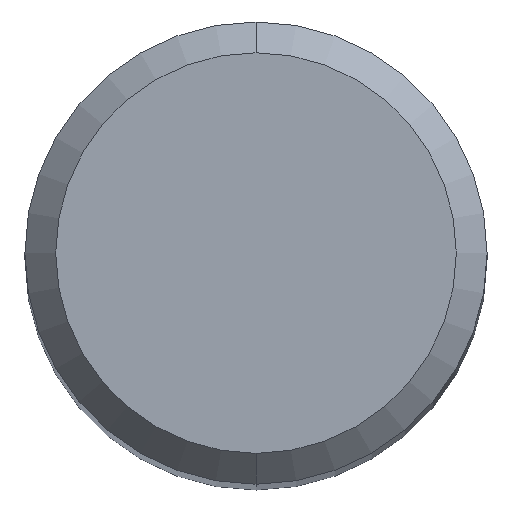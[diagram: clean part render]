
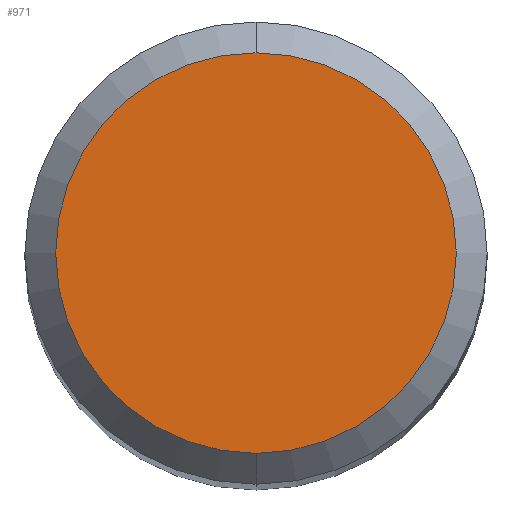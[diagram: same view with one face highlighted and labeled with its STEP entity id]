
A CAD part, top view. The second image highlights one B-rep face of the part: STEP entity #971.
In plain terms, the highlighted planar face has unit normal (0, 0, 1).
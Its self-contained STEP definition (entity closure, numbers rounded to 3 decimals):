
#405=EDGE_CURVE('',#489,#475,#1109,.T.);
#475=VERTEX_POINT('',#1184);
#489=VERTEX_POINT('',#1198);
#595=EDGE_CURVE('',#475,#489,#1316,.T.);
#971=ADVANCED_FACE('',(#1730),#1731,.T.);
#1109=CIRCLE('',#2017,2.6);
#1184=CARTESIAN_POINT('',(0.,-2.6,0.0));
#1198=CARTESIAN_POINT('',(0.0,2.6,0.0));
#1316=CIRCLE('',#3363,2.6);
#1730=FACE_OUTER_BOUND('',#6766,.T.);
#1731=PLANE('',#6767);
#2017=AXIS2_PLACEMENT_3D('',#7231,#7232,#7233);
#3363=AXIS2_PLACEMENT_3D('',#7442,#7443,#7444);
#6766=EDGE_LOOP('',(#7927,#7928));
#6767=AXIS2_PLACEMENT_3D('',#7929,#7930,#7931);
#7231=CARTESIAN_POINT('',(0.0,0.0,0.0));
#7232=DIRECTION('',(0.0,0.0,-1.0));
#7233=DIRECTION('',(0.0,1.0,0.0));
#7442=CARTESIAN_POINT('',(0.0,0.0,0.0));
#7443=DIRECTION('',(0.0,0.0,-1.0));
#7444=DIRECTION('',(0.0,1.0,0.0));
#7927=ORIENTED_EDGE('',*,*,#405,.F.);
#7928=ORIENTED_EDGE('',*,*,#595,.F.);
#7929=CARTESIAN_POINT('',(0.0,1.3,0.0));
#7930=DIRECTION('',(-0.0,0.0,1.0));
#7931=DIRECTION('',(0.0,-1.0,0.0));
